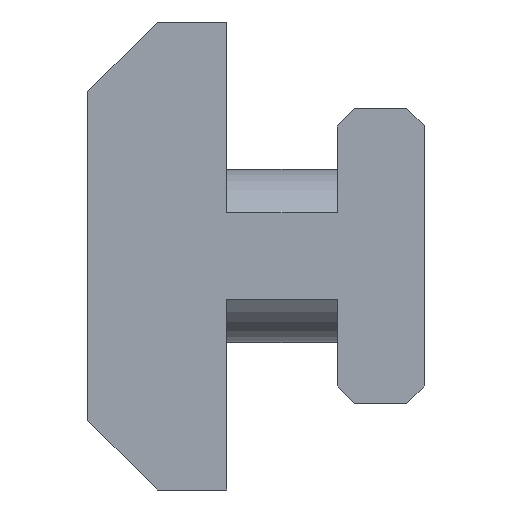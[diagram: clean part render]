
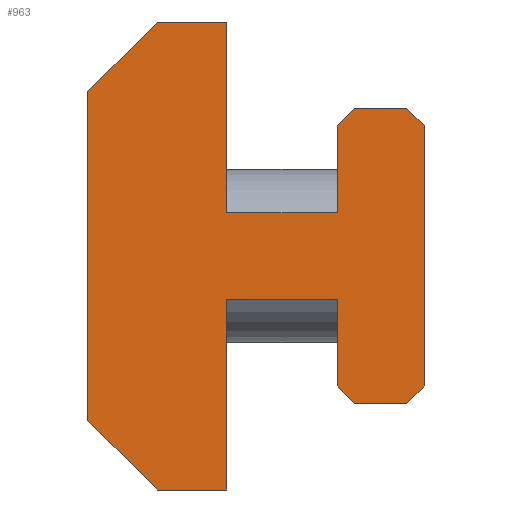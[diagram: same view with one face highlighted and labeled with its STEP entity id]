
A CAD part, left-side view. The second image highlights one B-rep face of the part: STEP entity #963.
In plain terms, the highlighted planar face has unit normal (-1, 0, 0).
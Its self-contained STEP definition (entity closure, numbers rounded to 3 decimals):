
#1 = LINE ( 'NONE', #917, #425 ) ;
#2 = CARTESIAN_POINT ( 'NONE',  ( 0., 2.85, -1.5 ) ) ;
#8 = VERTEX_POINT ( 'NONE', #847 ) ;
#12 = VERTEX_POINT ( 'NONE', #151 ) ;
#17 = LINE ( 'NONE', #206, #604 ) ;
#27 = ORIENTED_EDGE ( 'NONE', *, *, #530, .T. ) ;
#33 = VERTEX_POINT ( 'NONE', #133 ) ;
#38 = LINE ( 'NONE', #729, #259 ) ;
#44 = CARTESIAN_POINT ( 'NONE',  ( 0., 4.85, 0.25 ) ) ;
#52 = CARTESIAN_POINT ( 'NONE',  ( 0., 2.85, 1.25 ) ) ;
#72 = VECTOR ( 'NONE', #411, 1000. ) ;
#73 = VERTEX_POINT ( 'NONE', #748 ) ;
#86 = LINE ( 'NONE', #1004, #135 ) ;
#100 = VECTOR ( 'NONE', #117, 1000. ) ;
#117 = DIRECTION ( 'NONE',  ( 0., -1., 0. ) ) ;
#133 = CARTESIAN_POINT ( 'NONE',  ( 0., 0., -0.25 ) ) ;
#135 = VECTOR ( 'NONE', #533, 1000. ) ;
#136 = CARTESIAN_POINT ( 'NONE',  ( 0., 1., 0. ) ) ;
#147 = DIRECTION ( 'NONE',  ( 0., 0., 1. ) ) ;
#150 = CARTESIAN_POINT ( 'NONE',  ( 0., 4.85, -4.5 ) ) ;
#151 = CARTESIAN_POINT ( 'NONE',  ( 0., 0.25, -4.25 ) ) ;
#167 = CARTESIAN_POINT ( 'NONE',  ( 0., 1.25, -4. ) ) ;
#169 = VERTEX_POINT ( 'NONE', #150 ) ;
#172 = EDGE_CURVE ( 'NONE', #764, #73, #501, .T. ) ;
#176 = PLANE ( 'NONE',  #466 ) ;
#186 = ORIENTED_EDGE ( 'NONE', *, *, #1003, .F. ) ;
#200 = DIRECTION ( 'NONE',  ( 0., 0.707, 0.707 ) ) ;
#206 = CARTESIAN_POINT ( 'NONE',  ( 0., 4.85, 0.25 ) ) ;
#209 = EDGE_CURVE ( 'NONE', #73, #447, #86, .T. ) ;
#218 = CARTESIAN_POINT ( 'NONE',  ( 0., 1.25, -1.5 ) ) ;
#232 = CARTESIAN_POINT ( 'NONE',  ( 0., 0., -4. ) ) ;
#245 = VERTEX_POINT ( 'NONE', #446 ) ;
#246 = LINE ( 'NONE', #905, #712 ) ;
#255 = EDGE_CURVE ( 'NONE', #169, #642, #629, .T. ) ;
#256 = CARTESIAN_POINT ( 'NONE',  ( 0., 2.85, 1.25 ) ) ;
#259 = VECTOR ( 'NONE', #200, 1000. ) ;
#266 = LINE ( 'NONE', #703, #436 ) ;
#268 = EDGE_CURVE ( 'NONE', #663, #455, #541, .T. ) ;
#269 = EDGE_CURVE ( 'NONE', #949, #245, #246, .T. ) ;
#276 = DIRECTION ( 'NONE',  ( 0., 0.707, -0.707 ) ) ;
#284 = DIRECTION ( 'NONE',  ( 0., 0., -1. ) ) ;
#293 = VECTOR ( 'NONE', #147, 1000. ) ;
#309 = EDGE_CURVE ( 'NONE', #949, #471, #851, .T. ) ;
#330 = CARTESIAN_POINT ( 'NONE',  ( 0., 1.25, -0.25 ) ) ;
#346 = CARTESIAN_POINT ( 'NONE',  ( 0., 2.85, -1.5 ) ) ;
#355 = DIRECTION ( 'NONE',  ( 0., -1., 0. ) ) ;
#357 = DIRECTION ( 'NONE',  ( 0., -0.707, -0.707 ) ) ;
#358 = EDGE_CURVE ( 'NONE', #751, #471, #971, .T. ) ;
#374 = EDGE_CURVE ( 'NONE', #169, #504, #785, .T. ) ;
#382 = VECTOR ( 'NONE', #915, 1000. ) ;
#385 = EDGE_CURVE ( 'NONE', #447, #8, #1, .T. ) ;
#396 = DIRECTION ( 'NONE',  ( 0., 0., -1. ) ) ;
#404 = CARTESIAN_POINT ( 'NONE',  ( 0., 2.85, -5.5 ) ) ;
#407 = ORIENTED_EDGE ( 'NONE', *, *, #733, .T. ) ;
#410 = LINE ( 'NONE', #346, #100 ) ;
#411 = DIRECTION ( 'NONE',  ( 0., -0.707, 0.707 ) ) ;
#414 = ORIENTED_EDGE ( 'NONE', *, *, #374, .F. ) ;
#418 = CARTESIAN_POINT ( 'NONE',  ( 0., 3.85, 1.25 ) ) ;
#425 = VECTOR ( 'NONE', #284, 1000. ) ;
#428 = DIRECTION ( 'NONE',  ( 0., -1., 0. ) ) ;
#430 = EDGE_CURVE ( 'NONE', #455, #824, #946, .T. ) ;
#436 = VECTOR ( 'NONE', #396, 1000. ) ;
#440 = VECTOR ( 'NONE', #577, 1000. ) ;
#445 = LINE ( 'NONE', #404, #882 ) ;
#446 = CARTESIAN_POINT ( 'NONE',  ( 0., 0.25, 0. ) ) ;
#447 = VERTEX_POINT ( 'NONE', #876 ) ;
#450 = ORIENTED_EDGE ( 'NONE', *, *, #255, .T. ) ;
#455 = VERTEX_POINT ( 'NONE', #887 ) ;
#462 = ORIENTED_EDGE ( 'NONE', *, *, #209, .F. ) ;
#466 = AXIS2_PLACEMENT_3D ( 'NONE', #781, #631, #474 ) ;
#471 = VERTEX_POINT ( 'NONE', #330 ) ;
#474 = DIRECTION ( 'NONE',  ( 0., 0., -1. ) ) ;
#486 = DIRECTION ( 'NONE',  ( 0., 0., -1. ) ) ;
#488 = ORIENTED_EDGE ( 'NONE', *, *, #269, .F. ) ;
#501 = LINE ( 'NONE', #607, #293 ) ;
#504 = VERTEX_POINT ( 'NONE', #44 ) ;
#513 = ORIENTED_EDGE ( 'NONE', *, *, #385, .F. ) ;
#516 = EDGE_CURVE ( 'NONE', #764, #821, #865, .T. ) ;
#530 = EDGE_CURVE ( 'NONE', #33, #245, #38, .T. ) ;
#533 = DIRECTION ( 'NONE',  ( 0., 1., 0. ) ) ;
#541 = LINE ( 'NONE', #52, #940 ) ;
#546 = ORIENTED_EDGE ( 'NONE', *, *, #172, .F. ) ;
#552 = DIRECTION ( 'NONE',  ( 0., 1., 0. ) ) ;
#572 = CARTESIAN_POINT ( 'NONE',  ( 0., 0., -4.25 ) ) ;
#573 = ORIENTED_EDGE ( 'NONE', *, *, #951, .T. ) ;
#577 = DIRECTION ( 'NONE',  ( 0., -0.707, -0.707 ) ) ;
#586 = DIRECTION ( 'NONE',  ( 0., 0.707, -0.707 ) ) ;
#590 = ORIENTED_EDGE ( 'NONE', *, *, #430, .F. ) ;
#603 = CARTESIAN_POINT ( 'NONE',  ( 0., 1., -4.25 ) ) ;
#604 = VECTOR ( 'NONE', #276, 1000. ) ;
#607 = CARTESIAN_POINT ( 'NONE',  ( 0., 1.25, -4.25 ) ) ;
#623 = ORIENTED_EDGE ( 'NONE', *, *, #358, .F. ) ;
#626 = EDGE_CURVE ( 'NONE', #824, #751, #410, .T. ) ;
#629 = LINE ( 'NONE', #819, #885 ) ;
#631 = DIRECTION ( 'NONE',  ( 1., 0., 0. ) ) ;
#633 = EDGE_CURVE ( 'NONE', #12, #821, #861, .T. ) ;
#642 = VERTEX_POINT ( 'NONE', #649 ) ;
#647 = CARTESIAN_POINT ( 'NONE',  ( 0., 1., 0. ) ) ;
#649 = CARTESIAN_POINT ( 'NONE',  ( 0., 3.85, -5.5 ) ) ;
#663 = VERTEX_POINT ( 'NONE', #418 ) ;
#666 = VECTOR ( 'NONE', #586, 1000. ) ;
#697 = VECTOR ( 'NONE', #836, 1000. ) ;
#698 = CARTESIAN_POINT ( 'NONE',  ( 0., 0.25, -4.25 ) ) ;
#703 = CARTESIAN_POINT ( 'NONE',  ( 0., 0., 0. ) ) ;
#710 = ORIENTED_EDGE ( 'NONE', *, *, #633, .F. ) ;
#712 = VECTOR ( 'NONE', #428, 1000. ) ;
#727 = VECTOR ( 'NONE', #486, 1000. ) ;
#729 = CARTESIAN_POINT ( 'NONE',  ( 0., 0., -0.25 ) ) ;
#730 = ORIENTED_EDGE ( 'NONE', *, *, #626, .F. ) ;
#733 = EDGE_CURVE ( 'NONE', #663, #504, #17, .T. ) ;
#740 = CARTESIAN_POINT ( 'NONE',  ( 0., 1.25, -1.5 ) ) ;
#746 = CARTESIAN_POINT ( 'NONE',  ( 0., 4.85, 1.25 ) ) ;
#748 = CARTESIAN_POINT ( 'NONE',  ( 0., 1.25, -2.75 ) ) ;
#751 = VERTEX_POINT ( 'NONE', #740 ) ;
#764 = VERTEX_POINT ( 'NONE', #167 ) ;
#781 = CARTESIAN_POINT ( 'NONE',  ( 0., 0., 0. ) ) ;
#783 = LINE ( 'NONE', #698, #72 ) ;
#785 = LINE ( 'NONE', #746, #697 ) ;
#804 = ORIENTED_EDGE ( 'NONE', *, *, #516, .T. ) ;
#812 = CARTESIAN_POINT ( 'NONE',  ( 0., 1.25, -4. ) ) ;
#814 = VECTOR ( 'NONE', #979, 1000. ) ;
#819 = CARTESIAN_POINT ( 'NONE',  ( 0., 3.85, -5.5 ) ) ;
#821 = VERTEX_POINT ( 'NONE', #603 ) ;
#824 = VERTEX_POINT ( 'NONE', #2 ) ;
#836 = DIRECTION ( 'NONE',  ( 0., 0., 1. ) ) ;
#847 = CARTESIAN_POINT ( 'NONE',  ( 0., 2.85, -5.5 ) ) ;
#848 = FACE_OUTER_BOUND ( 'NONE', #854, .T. ) ;
#851 = LINE ( 'NONE', #136, #666 ) ;
#854 = EDGE_LOOP ( 'NONE', ( #710, #573, #993, #27, #488, #929, #623, #730, #590, #945, #407, #414, #450, #186, #513, #462, #546, #804 ) ) ;
#861 = LINE ( 'NONE', #572, #814 ) ;
#865 = LINE ( 'NONE', #812, #440 ) ;
#876 = CARTESIAN_POINT ( 'NONE',  ( 0., 2.85, -2.75 ) ) ;
#882 = VECTOR ( 'NONE', #552, 1000. ) ;
#885 = VECTOR ( 'NONE', #357, 1000. ) ;
#887 = CARTESIAN_POINT ( 'NONE',  ( 0., 2.85, 1.25 ) ) ;
#902 = VERTEX_POINT ( 'NONE', #232 ) ;
#905 = CARTESIAN_POINT ( 'NONE',  ( 0., 1.25, 0. ) ) ;
#915 = DIRECTION ( 'NONE',  ( 0., 0., 1. ) ) ;
#917 = CARTESIAN_POINT ( 'NONE',  ( 0., 2.85, 1.25 ) ) ;
#929 = ORIENTED_EDGE ( 'NONE', *, *, #309, .T. ) ;
#940 = VECTOR ( 'NONE', #355, 1000. ) ;
#945 = ORIENTED_EDGE ( 'NONE', *, *, #268, .F. ) ;
#946 = LINE ( 'NONE', #256, #727 ) ;
#949 = VERTEX_POINT ( 'NONE', #647 ) ;
#951 = EDGE_CURVE ( 'NONE', #12, #902, #783, .T. ) ;
#963 = ADVANCED_FACE ( 'NONE', ( #848 ), #176, .F. ) ;
#971 = LINE ( 'NONE', #218, #382 ) ;
#973 = EDGE_CURVE ( 'NONE', #33, #902, #266, .T. ) ;
#979 = DIRECTION ( 'NONE',  ( 0., 1., 0. ) ) ;
#993 = ORIENTED_EDGE ( 'NONE', *, *, #973, .F. ) ;
#1003 = EDGE_CURVE ( 'NONE', #8, #642, #445, .T. ) ;
#1004 = CARTESIAN_POINT ( 'NONE',  ( 0., 1.25, -2.75 ) ) ;
